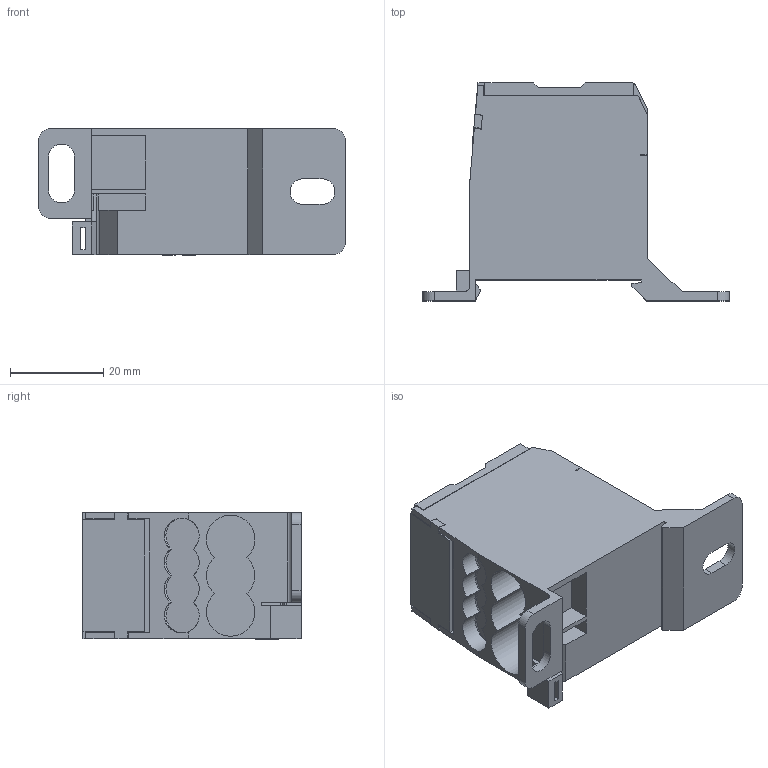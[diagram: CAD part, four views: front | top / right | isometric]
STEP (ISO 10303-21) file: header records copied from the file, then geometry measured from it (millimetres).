
FILE_DESCRIPTION(('FreeCAD Model'),'2;1');
FILE_NAME('1740_SVB_80.stp','2018-09-01T17:35:45',('Author'),(''), 'Open CASCADE STEP processor 7.2','FreeCAD','Unknown');
FILE_SCHEMA(('AUTOMOTIVE_DESIGN { 1 0 10303 214 1 1 1 1 }'));
Length unit declared in the file: millimetre
Products named in the file (1): 1740_SVB_80
Bounding box: 65.8 x 46.8 x 27.15 mm (x, y, z)
Volume: 30584 mm3; surface area: 17951.4 mm2
Topology: 1 solids, 6 shells, 311 faces, 848 edges, 561 vertices
Faces by surface type: plane 235, cylinder 72, cone 4
Full cylindrical faces by diameter (mm): 4.6 x4, 6 x3
Entity records: 22194 total; most frequent: CARTESIAN_POINT 5155, DIRECTION 3187, LINE 2154, VECTOR 2154, ORIENTED_EDGE 1696, PCURVE 1696, DEFINITIONAL_REPRESENTATION 1696, EDGE_CURVE 848
